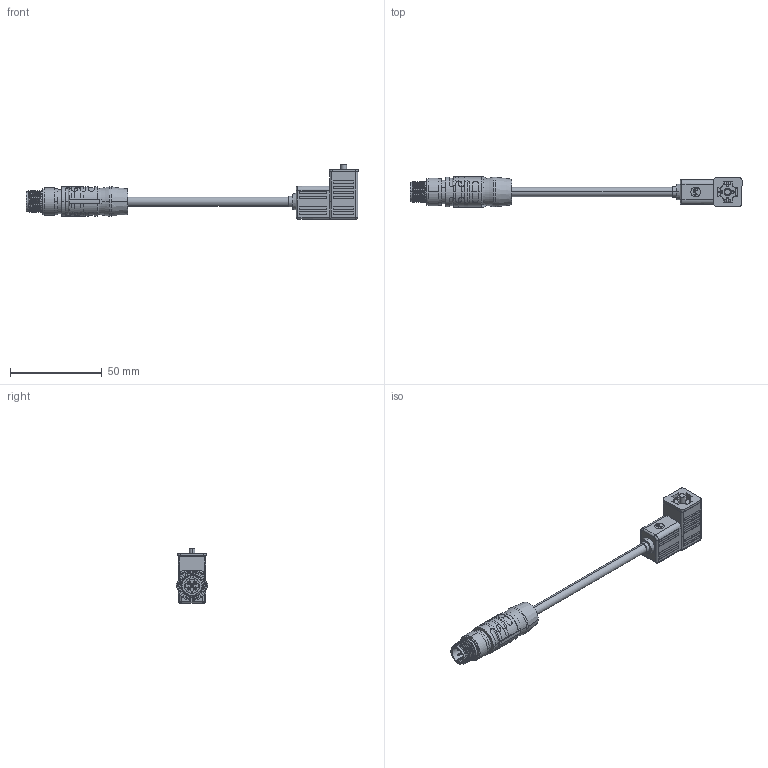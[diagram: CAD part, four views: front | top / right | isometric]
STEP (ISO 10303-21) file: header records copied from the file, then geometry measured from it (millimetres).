
FILE_DESCRIPTION (( 'STEP AP203' ), '1' );
FILE_NAME ('VCI21-024-M12-2M.STEP', '2025-04-10T03:02:03', ( '' ), ( '' ), 'SwSTEP 2.0', 'SolidWorks 2018', '' );
FILE_SCHEMA (( 'CONFIG_CONTROL_DESIGN' ));
Length unit declared in the file: millimetre
Products named in the file (1): VCI21-024-M12-2M
Bounding box: 181.2 x 17.1 x 29.7 mm (x, y, z)
Volume: 26587.6 mm3; surface area: 15234.7 mm2
Topology: 6 solids, 19 shells, 1081 faces, 2870 edges, 1878 vertices
Faces by surface type: plane 674, cylinder 323, cone 31, bspline 26, sphere 19, torus 8
Entity records: 42419 total; most frequent: CARTESIAN_POINT 15315, ORIENTED_EDGE 5706, DIRECTION 5498, EDGE_CURVE 2853, LINE 1916, VECTOR 1916, VERTEX_POINT 1873, AXIS2_PLACEMENT_3D 1791
